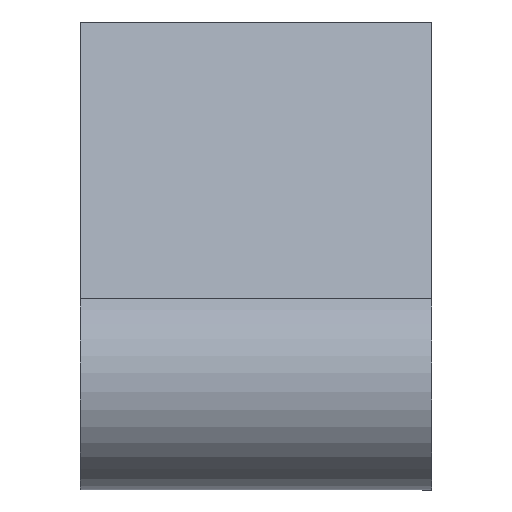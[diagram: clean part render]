
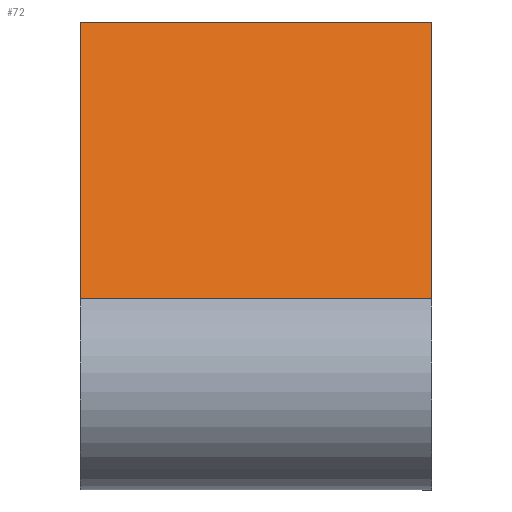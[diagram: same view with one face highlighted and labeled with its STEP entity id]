
A CAD part, left-side view. The second image highlights one B-rep face of the part: STEP entity #72.
In plain terms, the highlighted planar face has unit normal (-0.545, 0, 0.839).
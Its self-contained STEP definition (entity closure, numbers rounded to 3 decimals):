
#30 = EDGE_CURVE ( 'NONE', #391, #243, #264, .T. ) ;
#32 = CARTESIAN_POINT ( 'NONE',  ( -103.18, -19.25, 22.354 ) ) ;
#51 = ORIENTED_EDGE ( 'NONE', *, *, #378, .T. ) ;
#72 = ADVANCED_FACE ( 'NONE', ( #273 ), #237, .T. ) ;
#76 = DIRECTION ( 'NONE',  ( 0.838, 0., 0.545 ) ) ;
#126 = VERTEX_POINT ( 'NONE', #346 ) ;
#129 = DIRECTION ( 'NONE',  ( 0.838, 0., 0.545 ) ) ;
#134 = DIRECTION ( 'NONE',  ( 0.838, 0., 0.545 ) ) ;
#153 = DIRECTION ( 'NONE',  ( 0., -1., 0. ) ) ;
#170 = DIRECTION ( 'NONE',  ( 0., -1., 0. ) ) ;
#186 = CARTESIAN_POINT ( 'NONE',  ( -86.799, -32.75, 33. ) ) ;
#204 = CARTESIAN_POINT ( 'NONE',  ( -86.799, -19.25, 33. ) ) ;
#228 = ORIENTED_EDGE ( 'NONE', *, *, #246, .F. ) ;
#231 = CARTESIAN_POINT ( 'NONE',  ( -86.799, -19.25, 33. ) ) ;
#236 = LINE ( 'NONE', #372, #245 ) ;
#237 = PLANE ( 'NONE',  #322 ) ;
#243 = VERTEX_POINT ( 'NONE', #313 ) ;
#245 = VECTOR ( 'NONE', #76, 1000. ) ;
#246 = EDGE_CURVE ( 'NONE', #358, #391, #236, .T. ) ;
#251 = VECTOR ( 'NONE', #170, 1000. ) ;
#260 = LINE ( 'NONE', #32, #361 ) ;
#264 = LINE ( 'NONE', #204, #251 ) ;
#265 = CARTESIAN_POINT ( 'NONE',  ( -86.799, -19.25, 33. ) ) ;
#271 = VECTOR ( 'NONE', #129, 1000. ) ;
#273 = FACE_OUTER_BOUND ( 'NONE', #419, .T. ) ;
#313 = CARTESIAN_POINT ( 'NONE',  ( -86.799, -32.75, 33. ) ) ;
#322 = AXIS2_PLACEMENT_3D ( 'NONE', #231, #367, #134 ) ;
#334 = LINE ( 'NONE', #186, #271 ) ;
#346 = CARTESIAN_POINT ( 'NONE',  ( -103.18, -32.75, 22.354 ) ) ;
#352 = ORIENTED_EDGE ( 'NONE', *, *, #30, .F. ) ;
#358 = VERTEX_POINT ( 'NONE', #418 ) ;
#361 = VECTOR ( 'NONE', #153, 1000. ) ;
#367 = DIRECTION ( 'NONE',  ( -0.545, 0., 0.838 ) ) ;
#372 = CARTESIAN_POINT ( 'NONE',  ( -103.18, -19.25, 22.354 ) ) ;
#378 = EDGE_CURVE ( 'NONE', #126, #243, #334, .T. ) ;
#390 = EDGE_CURVE ( 'NONE', #358, #126, #260, .T. ) ;
#391 = VERTEX_POINT ( 'NONE', #265 ) ;
#393 = ORIENTED_EDGE ( 'NONE', *, *, #390, .T. ) ;
#418 = CARTESIAN_POINT ( 'NONE',  ( -103.18, -19.25, 22.354 ) ) ;
#419 = EDGE_LOOP ( 'NONE', ( #51, #352, #228, #393 ) ) ;
